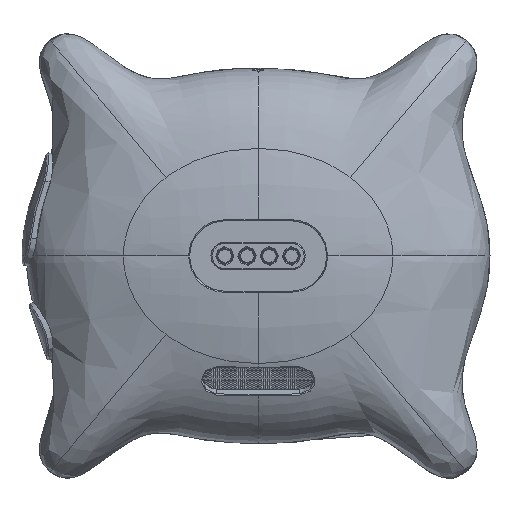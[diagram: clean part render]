
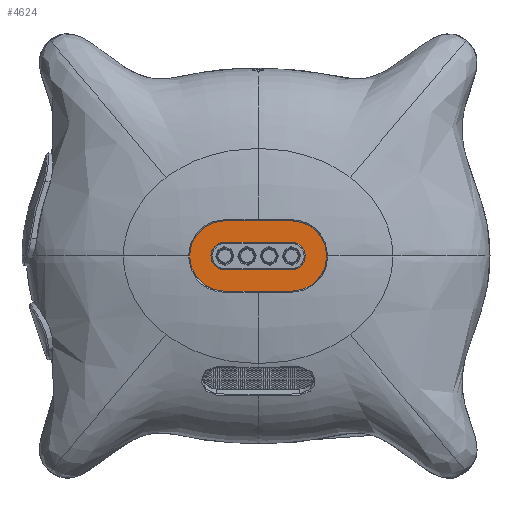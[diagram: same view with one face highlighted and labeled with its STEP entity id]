
A CAD part, front view. The second image highlights one B-rep face of the part: STEP entity #4624.
In plain terms, the highlighted planar face has unit normal (0, -1, 0).
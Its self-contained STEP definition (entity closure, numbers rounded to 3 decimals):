
#1434=FACE_BOUND('',#13068,.T.);
#4624=ADVANCED_FACE('',(#8537,#1434),#69234,.T.);
#8537=FACE_OUTER_BOUND('',#13067,.T.);
#13067=EDGE_LOOP('',(#32258,#32259,#32260,#32261,#32262,#32263));
#13068=EDGE_LOOP('',(#32264,#32265,#32266,#32267,#32268,#32269));
#32258=ORIENTED_EDGE('',*,*,#45298,.T.);
#32259=ORIENTED_EDGE('',*,*,#45411,.T.);
#32260=ORIENTED_EDGE('',*,*,#45412,.T.);
#32261=ORIENTED_EDGE('',*,*,#45415,.F.);
#32262=ORIENTED_EDGE('',*,*,#45311,.T.);
#32263=ORIENTED_EDGE('',*,*,#45312,.T.);
#32264=ORIENTED_EDGE('',*,*,#45442,.F.);
#32265=ORIENTED_EDGE('',*,*,#45443,.F.);
#32266=ORIENTED_EDGE('',*,*,#45416,.F.);
#32267=ORIENTED_EDGE('',*,*,#45427,.F.);
#32268=ORIENTED_EDGE('',*,*,#45428,.F.);
#32269=ORIENTED_EDGE('',*,*,#45417,.F.);
#45298=EDGE_CURVE('',#67147,#67148,#59149,.T.);
#45311=EDGE_CURVE('',#67153,#67154,#49299,.T.);
#45312=EDGE_CURVE('',#67154,#67147,#49300,.T.);
#45411=EDGE_CURVE('',#67148,#67189,#49301,.T.);
#45412=EDGE_CURVE('',#67189,#67190,#49302,.T.);
#45415=EDGE_CURVE('',#67153,#67190,#59258,.T.);
#45416=EDGE_CURVE('',#67193,#67194,#59259,.T.);
#45417=EDGE_CURVE('',#67196,#67191,#59260,.T.);
#45427=EDGE_CURVE('',#67192,#67193,#49307,.T.);
#45428=EDGE_CURVE('',#67191,#67192,#49308,.T.);
#45442=EDGE_CURVE('',#67195,#67196,#49317,.T.);
#45443=EDGE_CURVE('',#67194,#67195,#49318,.T.);
#49299=TRIMMED_CURVE($,#51609,(#271318),(#271319),.T.,.CARTESIAN.);
#49300=TRIMMED_CURVE($,#51610,(#271321),(#271322),.T.,.CARTESIAN.);
#49301=TRIMMED_CURVE($,#51611,(#272375),(#272376),.T.,.CARTESIAN.);
#49302=TRIMMED_CURVE($,#51612,(#272378),(#272379),.T.,.CARTESIAN.);
#49307=TRIMMED_CURVE($,#51617,(#272439),(#272440),.T.,.CARTESIAN.);
#49308=TRIMMED_CURVE($,#51618,(#272442),(#272443),.T.,.CARTESIAN.);
#49317=TRIMMED_CURVE($,#51627,(#272479),(#272480),.T.,.CARTESIAN.);
#49318=TRIMMED_CURVE($,#51628,(#272482),(#272483),.T.,.CARTESIAN.);
#51609=CIRCLE('',#76282,3.799);
#51610=CIRCLE('',#76283,3.799);
#51611=CIRCLE('',#76284,3.799);
#51612=CIRCLE('',#76285,3.799);
#51617=CIRCLE('',#76290,1.501);
#51618=CIRCLE('',#76291,1.501);
#51627=CIRCLE('',#76300,1.501);
#51628=CIRCLE('',#76301,1.501);
#59149=B_SPLINE_CURVE_WITH_KNOTS('',1,(#271198,#271199),.UNSPECIFIED.,.F.,
 .F.,(2,2),(0.,7.2),.UNSPECIFIED.);
#59258=B_SPLINE_CURVE_WITH_KNOTS('',1,(#272405,#272406),.UNSPECIFIED.,.F.,
 .F.,(2,2),(0.,7.2),.UNSPECIFIED.);
#59259=B_SPLINE_CURVE_WITH_KNOTS('',1,(#272407,#272408),.UNSPECIFIED.,.F.,
 .F.,(2,2),(0.,7.2),.UNSPECIFIED.);
#59260=B_SPLINE_CURVE_WITH_KNOTS('',1,(#272409,#272410),.UNSPECIFIED.,.F.,
 .F.,(2,2),(0.,7.2),.UNSPECIFIED.);
#67147=VERTEX_POINT('',#254774);
#67148=VERTEX_POINT('',#254775);
#67153=VERTEX_POINT('',#254780);
#67154=VERTEX_POINT('',#254781);
#67189=VERTEX_POINT('',#254816);
#67190=VERTEX_POINT('',#254817);
#67191=VERTEX_POINT('',#254818);
#67192=VERTEX_POINT('',#254819);
#67193=VERTEX_POINT('',#254820);
#67194=VERTEX_POINT('',#254821);
#67195=VERTEX_POINT('',#254822);
#67196=VERTEX_POINT('',#254823);
#69234=PLANE('',#75593);
#75593=AXIS2_PLACEMENT_3D('',#235155,#82121,$);
#76282=AXIS2_PLACEMENT_3D($,#271317,#83075,#83076);
#76283=AXIS2_PLACEMENT_3D($,#271320,#83077,#83078);
#76284=AXIS2_PLACEMENT_3D($,#272374,#83079,#83080);
#76285=AXIS2_PLACEMENT_3D($,#272377,#83081,#83082);
#76290=AXIS2_PLACEMENT_3D($,#272438,#83091,#83092);
#76291=AXIS2_PLACEMENT_3D($,#272441,#83093,#83094);
#76300=AXIS2_PLACEMENT_3D($,#272478,#83111,#83112);
#76301=AXIS2_PLACEMENT_3D($,#272481,#83113,#83114);
#82121=DIRECTION('',(0.,-1.,0.));
#83075=DIRECTION('',(0.,-1.,0.));
#83076=DIRECTION('',(0.,0.,1.));
#83077=DIRECTION('',(0.,-1.,0.));
#83078=DIRECTION('',(-1.,0.,0.));
#83079=DIRECTION('',(0.,-1.,0.));
#83080=DIRECTION('',(0.,0.,-1.));
#83081=DIRECTION('',(0.,-1.,0.));
#83082=DIRECTION('',(1.,0.,0.));
#83091=DIRECTION('',(0.,-1.,0.));
#83092=DIRECTION('',(1.,0.,0.));
#83093=DIRECTION('',(0.,-1.,0.));
#83094=DIRECTION('',(0.,0.,-1.));
#83111=DIRECTION('',(0.,-1.,0.));
#83112=DIRECTION('',(-1.,0.,0.));
#83113=DIRECTION('',(0.,-1.,0.));
#83114=DIRECTION('',(0.,0.,1.));
#235155=CARTESIAN_POINT('',(-9.029,-49.15,4.709));
#254774=CARTESIAN_POINT('',(-3.6,-49.15,-3.799));
#254775=CARTESIAN_POINT('',(3.6,-49.15,-3.799));
#254780=CARTESIAN_POINT('',(-3.6,-49.15,3.799));
#254781=CARTESIAN_POINT('',(-7.399,-49.15,0.));
#254816=CARTESIAN_POINT('',(7.399,-49.15,0.));
#254817=CARTESIAN_POINT('',(3.6,-49.15,3.799));
#254818=CARTESIAN_POINT('',(3.6,-49.15,-1.501));
#254819=CARTESIAN_POINT('',(5.101,-49.15,0.));
#254820=CARTESIAN_POINT('',(3.6,-49.15,1.501));
#254821=CARTESIAN_POINT('',(-3.6,-49.15,1.501));
#254822=CARTESIAN_POINT('',(-5.101,-49.15,0.));
#254823=CARTESIAN_POINT('',(-3.6,-49.15,-1.501));
#271198=CARTESIAN_POINT('',(-3.6,-49.15,-3.799));
#271199=CARTESIAN_POINT('',(3.6,-49.15,-3.799));
#271317=CARTESIAN_POINT('',(-3.6,-49.15,0.));
#271318=CARTESIAN_POINT('',(-3.6,-49.15,3.799));
#271319=CARTESIAN_POINT('',(-7.399,-49.15,0.));
#271320=CARTESIAN_POINT('',(-3.6,-49.15,0.));
#271321=CARTESIAN_POINT('',(-7.399,-49.15,0.));
#271322=CARTESIAN_POINT('',(-3.6,-49.15,-3.799));
#272374=CARTESIAN_POINT('',(3.6,-49.15,0.));
#272375=CARTESIAN_POINT('',(3.6,-49.15,-3.799));
#272376=CARTESIAN_POINT('',(7.399,-49.15,0.));
#272377=CARTESIAN_POINT('',(3.6,-49.15,0.));
#272378=CARTESIAN_POINT('',(7.399,-49.15,0.));
#272379=CARTESIAN_POINT('',(3.6,-49.15,3.799));
#272405=CARTESIAN_POINT('',(-3.6,-49.15,3.799));
#272406=CARTESIAN_POINT('',(3.6,-49.15,3.799));
#272407=CARTESIAN_POINT('',(3.6,-49.15,1.501));
#272408=CARTESIAN_POINT('',(-3.6,-49.15,1.501));
#272409=CARTESIAN_POINT('',(-3.6,-49.15,-1.501));
#272410=CARTESIAN_POINT('',(3.6,-49.15,-1.501));
#272438=CARTESIAN_POINT('',(3.6,-49.15,0.));
#272439=CARTESIAN_POINT('',(5.101,-49.15,0.));
#272440=CARTESIAN_POINT('',(3.6,-49.15,1.501));
#272441=CARTESIAN_POINT('',(3.6,-49.15,0.));
#272442=CARTESIAN_POINT('',(3.6,-49.15,-1.501));
#272443=CARTESIAN_POINT('',(5.101,-49.15,0.));
#272478=CARTESIAN_POINT('',(-3.6,-49.15,0.));
#272479=CARTESIAN_POINT('',(-5.101,-49.15,0.));
#272480=CARTESIAN_POINT('',(-3.6,-49.15,-1.501));
#272481=CARTESIAN_POINT('',(-3.6,-49.15,0.));
#272482=CARTESIAN_POINT('',(-3.6,-49.15,1.501));
#272483=CARTESIAN_POINT('',(-5.101,-49.15,0.));
